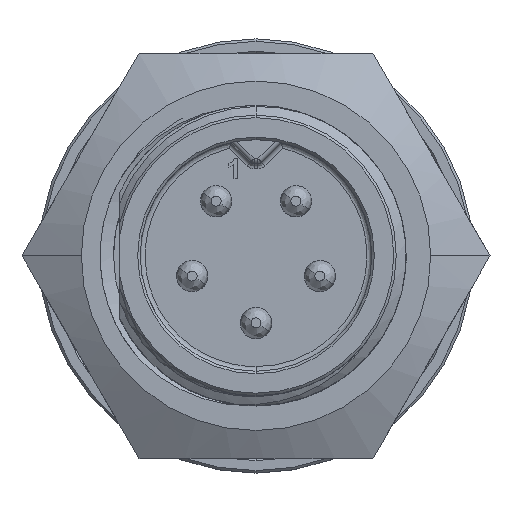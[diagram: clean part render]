
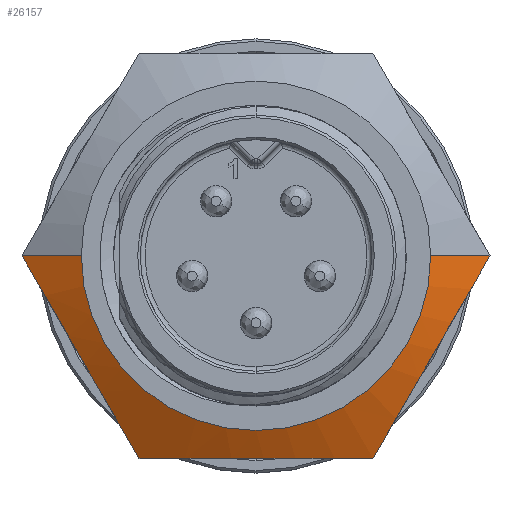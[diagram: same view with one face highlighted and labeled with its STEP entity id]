
A CAD part, top view. The second image highlights one B-rep face of the part: STEP entity #26157.
In plain terms, the highlighted conical face has half-angle 61.689 degrees and reference radius 11.926 mm.
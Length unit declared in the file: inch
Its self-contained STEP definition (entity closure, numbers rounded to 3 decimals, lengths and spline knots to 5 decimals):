
#150 = CARTESIAN_POINT ( 'NONE',  ( 0.46881, 0., -0.435 ) ) ;
#151 = CARTESIAN_POINT ( 'NONE',  ( 0.44962, -0.03323, -0.42466 ) ) ;
#152 = CARTESIAN_POINT ( 'NONE',  ( 0.43031, -0.06668, -0.41616 ) ) ;
#153 = CARTESIAN_POINT ( 'NONE',  ( 0.39133, -0.13419, -0.4044 ) ) ;
#154 = CARTESIAN_POINT ( 'NONE',  ( 0.37166, -0.16826, -0.40118 ) ) ;
#155 = CARTESIAN_POINT ( 'NONE',  ( 0.34184, -0.21992, -0.40116 ) ) ;
#156 = CARTESIAN_POINT ( 'NONE',  ( 0.33186, -0.2372, -0.40195 ) ) ;
#157 = CARTESIAN_POINT ( 'NONE',  ( 0.3121, -0.27143, -0.40502 ) ) ;
#158 = CARTESIAN_POINT ( 'NONE',  ( 0.30228, -0.28844, -0.4073 ) ) ;
#159 = CARTESIAN_POINT ( 'NONE',  ( 0.27295, -0.33923, -0.41613 ) ) ;
#160 = CARTESIAN_POINT ( 'NONE',  ( 0.25361, -0.37274, -0.42465 ) ) ;
#161 = CARTESIAN_POINT ( 'NONE',  ( 0.2344, -0.406, -0.435 ) ) ;
#6900 = CARTESIAN_POINT ( 'NONE',  ( -0.33155, -0.23774, -0.40118 ) ) ;
#6902 = CARTESIAN_POINT ( 'NONE',  ( -0.37135, -0.1688, -0.40195 ) ) ;
#6963 = CARTESIAN_POINT ( 'NONE',  ( -0.39111, -0.13457, -0.40502 ) ) ;
#6964 = CARTESIAN_POINT ( 'NONE',  ( -0.2729, -0.33932, -0.41616 ) ) ;
#7010 = CARTESIAN_POINT ( 'NONE',  ( -0.43026, -0.06677, -0.41613 ) ) ;
#7026 = CARTESIAN_POINT ( 'NONE',  ( -0.25359, -0.37277, -0.42466 ) ) ;
#7042 = CARTESIAN_POINT ( 'NONE',  ( -0.40094, -0.11756, -0.4073 ) ) ;
#7054 = CARTESIAN_POINT ( 'NONE',  ( -0.36138, -0.18608, -0.40116 ) ) ;
#7065 = CARTESIAN_POINT ( 'NONE',  ( -0.2344, -0.406, -0.435 ) ) ;
#7117 = CARTESIAN_POINT ( 'NONE',  ( -0.46881, 0., -0.435 ) ) ;
#7131 = CARTESIAN_POINT ( 'NONE',  ( -0.31188, -0.27181, -0.4044 ) ) ;
#7208 = CARTESIAN_POINT ( 'NONE',  ( -0.4496, -0.03326, -0.42465 ) ) ;
#9699 = B_SPLINE_CURVE_WITH_KNOTS ( 'NONE', 3,
 ( #7065, #7026, #6964, #7131, #6900, #7054, #6902, #6963, #7042, #7010, #7208, #7117 ),
 .UNSPECIFIED., .F., .F.,
 ( 4, 2, 2, 2, 2, 4 ),
 ( 0., 0.003, 0.00601, 0.00751, 0.00901, 0.01201 ),
 .UNSPECIFIED. ) ;
#9745 = B_SPLINE_CURVE_WITH_KNOTS ( 'NONE', 3,
 ( #150, #151, #152, #153, #154, #155, #156, #157, #158, #159, #160, #161 ),
 .UNSPECIFIED., .F., .F.,
 ( 4, 2, 2, 2, 2, 4 ),
 ( 0., 0.003, 0.00601, 0.00751, 0.00901, 0.01201 ),
 .UNSPECIFIED. ) ;
#9908 = B_SPLINE_CURVE_WITH_KNOTS ( 'NONE', 3,
 ( #10984, #10985, #10986, #10987, #10988, #10989, #10990, #10991, #10992, #10993, #10994, #10995 ),
 .UNSPECIFIED., .F., .F.,
 ( 4, 2, 2, 2, 2, 4 ),
 ( 0., 0.003, 0.00601, 0.00751, 0.00901, 0.01201 ),
 .UNSPECIFIED. ) ;
#10984 = CARTESIAN_POINT ( 'NONE',  ( 0.2344, -0.406, -0.435 ) ) ;
#10985 = CARTESIAN_POINT ( 'NONE',  ( 0.19603, -0.406, -0.42466 ) ) ;
#10986 = CARTESIAN_POINT ( 'NONE',  ( 0.15741, -0.406, -0.41616 ) ) ;
#10987 = CARTESIAN_POINT ( 'NONE',  ( 0.07945, -0.406, -0.4044 ) ) ;
#10988 = CARTESIAN_POINT ( 'NONE',  ( 0.04012, -0.406, -0.40118 ) ) ;
#10989 = CARTESIAN_POINT ( 'NONE',  ( -0.01954, -0.406, -0.40116 ) ) ;
#10990 = CARTESIAN_POINT ( 'NONE',  ( -0.03949, -0.406, -0.40195 ) ) ;
#10991 = CARTESIAN_POINT ( 'NONE',  ( -0.07901, -0.406, -0.40502 ) ) ;
#10992 = CARTESIAN_POINT ( 'NONE',  ( -0.09866, -0.406, -0.4073 ) ) ;
#10993 = CARTESIAN_POINT ( 'NONE',  ( -0.1573, -0.406, -0.41613 ) ) ;
#10994 = CARTESIAN_POINT ( 'NONE',  ( -0.19599, -0.406, -0.42465 ) ) ;
#10995 = CARTESIAN_POINT ( 'NONE',  ( -0.2344, -0.406, -0.435 ) ) ;
#11721 = FACE_OUTER_BOUND ( 'NONE', #21044, .T. ) ;
#11905 = LINE ( 'NONE', #19951, #19654 ) ;
#11910 = LINE ( 'NONE', #20033, #19660 ) ;
#14078 = CARTESIAN_POINT ( 'NONE',  ( 0.46881, 0., -0.435 ) ) ;
#14094 = CARTESIAN_POINT ( 'NONE',  ( -0.35, 0., -0.371 ) ) ;
#14098 = CARTESIAN_POINT ( 'NONE',  ( 0.2344, -0.406, -0.435 ) ) ;
#14118 = CARTESIAN_POINT ( 'NONE',  ( -0.46881, 0., -0.435 ) ) ;
#14162 = CARTESIAN_POINT ( 'NONE',  ( 0.35, 0., -0.371 ) ) ;
#14235 = CARTESIAN_POINT ( 'NONE',  ( -0.2344, -0.406, -0.435 ) ) ;
#18879 = CARTESIAN_POINT ( 'NONE',  ( 0., 0., -0.43538 ) ) ;
#18880 = DIRECTION ( 'NONE',  ( 0., 0., -1. ) ) ;
#18881 = DIRECTION ( 'NONE',  ( -1., 0., 0. ) ) ;
#19483 = AXIS2_PLACEMENT_3D ( 'NONE', #18879, #18880, #18881 ) ;
#19488 = CONICAL_SURFACE ( 'NONE', #19483, 0.46952, 1.077 ) ;
#19640 = CIRCLE ( 'NONE', #19642, 0.35 ) ;
#19642 = AXIS2_PLACEMENT_3D ( 'NONE', #19821, #19822, #19823 ) ;
#19654 = VECTOR ( 'NONE', #19952, 39.37008 ) ;
#19660 = VECTOR ( 'NONE', #20034, 39.37008 ) ;
#19821 = CARTESIAN_POINT ( 'NONE',  ( 0., 0., -0.371 ) ) ;
#19822 = DIRECTION ( 'NONE',  ( 0., 0., -1. ) ) ;
#19823 = DIRECTION ( 'NONE',  ( -1., 0., 0. ) ) ;
#19951 = CARTESIAN_POINT ( 'NONE',  ( 0.46952, 0., -0.43538 ) ) ;
#19952 = DIRECTION ( 'NONE',  ( 0.88, 0., -0.474 ) ) ;
#20033 = CARTESIAN_POINT ( 'NONE',  ( -0.46952, 0., -0.43538 ) ) ;
#20034 = DIRECTION ( 'NONE',  ( -0.88, 0., -0.474 ) ) ;
#20946 = ORIENTED_EDGE ( 'NONE', *, *, #26323, .T. ) ;
#20947 = ORIENTED_EDGE ( 'NONE', *, *, #25470, .F. ) ;
#20952 = ORIENTED_EDGE ( 'NONE', *, *, #26338, .F. ) ;
#21044 = EDGE_LOOP ( 'NONE', ( #20952, #20946, #22742, #20947, #22746, #22745 ) ) ;
#21870 = VERTEX_POINT ( 'NONE', #14235 ) ;
#22011 = VERTEX_POINT ( 'NONE', #14162 ) ;
#22055 = VERTEX_POINT ( 'NONE', #14118 ) ;
#22075 = VERTEX_POINT ( 'NONE', #14098 ) ;
#22079 = VERTEX_POINT ( 'NONE', #14094 ) ;
#22095 = VERTEX_POINT ( 'NONE', #14078 ) ;
#22742 = ORIENTED_EDGE ( 'NONE', *, *, #26349, .T. ) ;
#22745 = ORIENTED_EDGE ( 'NONE', *, *, #25534, .F. ) ;
#22746 = ORIENTED_EDGE ( 'NONE', *, *, #25917, .F. ) ;
#25470 = EDGE_CURVE ( 'NONE', #21870, #22055, #9699, .T. ) ;
#25534 = EDGE_CURVE ( 'NONE', #22095, #22075, #9745, .T. ) ;
#25917 = EDGE_CURVE ( 'NONE', #22075, #21870, #9908, .T. ) ;
#26157 = ADVANCED_FACE ( 'NONE', ( #11721 ), #19488, .T. ) ;
#26323 = EDGE_CURVE ( 'NONE', #22011, #22079, #19640, .T. ) ;
#26338 = EDGE_CURVE ( 'NONE', #22011, #22095, #11905, .T. ) ;
#26349 = EDGE_CURVE ( 'NONE', #22079, #22055, #11910, .T. ) ;
